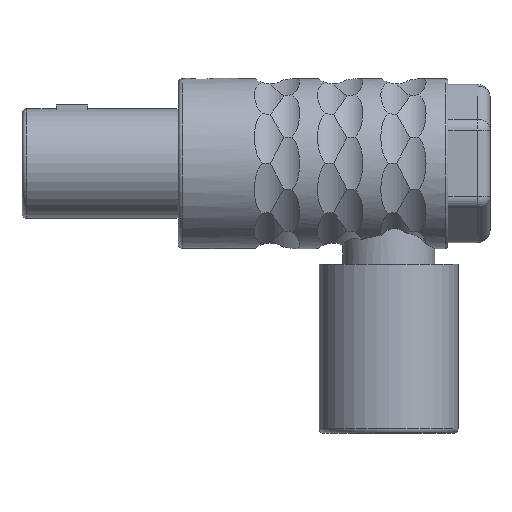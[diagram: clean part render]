
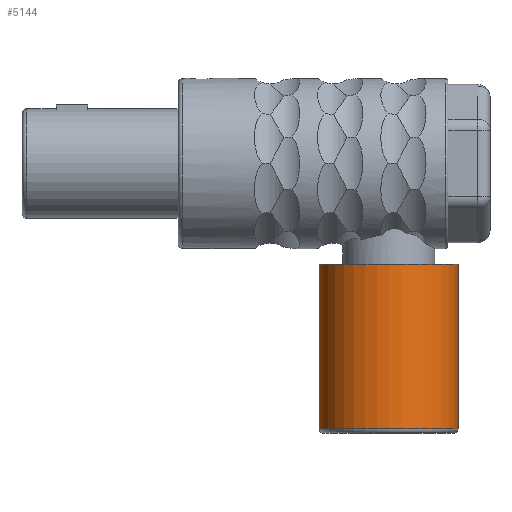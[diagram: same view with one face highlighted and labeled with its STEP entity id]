
A CAD part, top view. The second image highlights one B-rep face of the part: STEP entity #5144.
In plain terms, the highlighted cylindrical face has radius 4.45 mm (diameter 8.9 mm), a partial arc.
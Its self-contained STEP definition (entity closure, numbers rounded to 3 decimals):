
#1674=CARTESIAN_POINT('',(11.6,-6.45,0.));
#1675=DIRECTION('',(0.,-1.,0.));
#1676=DIRECTION('',(1.,0.,0.));
#1677=AXIS2_PLACEMENT_3D('',#1674,#1675,#1676);
#1684=DIRECTION('',(0.,1.,0.));
#1685=VECTOR('',#1684,10.55);
#1686=CARTESIAN_POINT('',(16.05,-17.,0.));
#1687=LINE('',#1686,#1685);
#1688=DIRECTION('',(0.,1.,0.));
#1689=VECTOR('',#1688,10.55);
#1690=CARTESIAN_POINT('',(7.15,-17.,0.));
#1691=LINE('',#1690,#1689);
#1702=CARTESIAN_POINT('',(11.6,-17.,0.));
#1703=DIRECTION('',(0.,1.,0.));
#1704=DIRECTION('',(-1.,0.,0.));
#1705=AXIS2_PLACEMENT_3D('',#1702,#1703,#1704);
#4162=CARTESIAN_POINT('',(16.05,-6.45,0.));
#4163=CARTESIAN_POINT('',(7.15,-6.45,0.));
#4164=VERTEX_POINT('',#4162);
#4165=VERTEX_POINT('',#4163);
#4313=CARTESIAN_POINT('',(16.05,-17.,0.));
#4314=CARTESIAN_POINT('',(7.15,-17.,0.));
#4315=VERTEX_POINT('',#4313);
#4316=VERTEX_POINT('',#4314);
#5133=CARTESIAN_POINT('',(11.6,0.865,0.));
#5134=DIRECTION('',(0.,-1.,0.));
#5135=DIRECTION('',(-1.,0.,0.));
#5136=AXIS2_PLACEMENT_3D('',#5133,#5134,#5135);
#5137=CYLINDRICAL_SURFACE('',#5136,4.45);
#5138=ORIENTED_EDGE('',*,*,#5124,.F.);
#5139=ORIENTED_EDGE('',*,*,#5099,.T.);
#5140=ORIENTED_EDGE('',*,*,#5080,.F.);
#5141=ORIENTED_EDGE('',*,*,#5096,.F.);
#5142=EDGE_LOOP('',(#5138,#5139,#5140,#5141));
#5143=FACE_OUTER_BOUND('',#5142,.F.);
#5144=ADVANCED_FACE('',(#5143),#5137,.T.);
#1678=CIRCLE('',#1677,4.45);
#1706=CIRCLE('',#1705,4.45);
#5080=EDGE_CURVE('',#4164,#4165,#1678,.T.);
#5096=EDGE_CURVE('',#4315,#4164,#1687,.T.);
#5099=EDGE_CURVE('',#4316,#4165,#1691,.T.);
#5124=EDGE_CURVE('',#4316,#4315,#1706,.T.);
